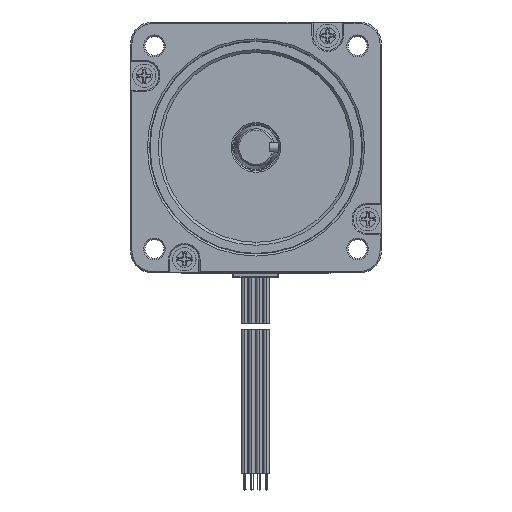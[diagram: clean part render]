
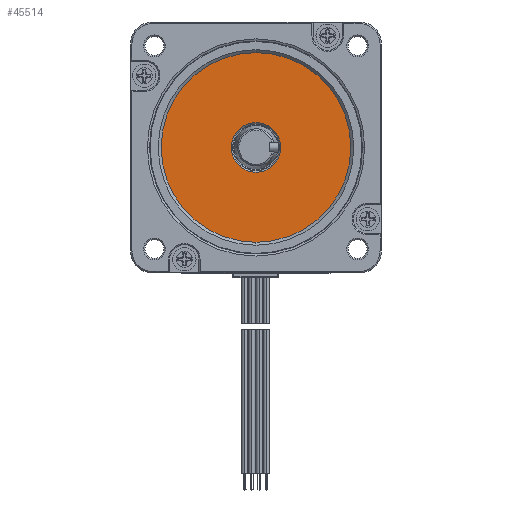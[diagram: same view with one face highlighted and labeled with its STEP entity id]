
A CAD part, top view. The second image highlights one B-rep face of the part: STEP entity #45514.
In plain terms, the highlighted face is planar.
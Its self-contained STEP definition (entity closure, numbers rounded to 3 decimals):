
#42884=CARTESIAN_POINT('',(0.,0.,-0.7));
#42885=DIRECTION('',(0.,0.,-1.));
#42886=DIRECTION('',(0.,-1.,0.));
#42887=AXIS2_PLACEMENT_3D('',#42884,#42885,#42886);
#42889=CARTESIAN_POINT('',(0.,0.,-0.7));
#42890=DIRECTION('',(0.,0.,-1.));
#42891=DIRECTION('',(0.,1.,0.));
#42892=AXIS2_PLACEMENT_3D('',#42889,#42890,#42891);
#42894=CARTESIAN_POINT('',(0.,0.,-0.7));
#42895=DIRECTION('',(0.,0.,-1.));
#42896=DIRECTION('',(0.,1.,0.));
#42897=AXIS2_PLACEMENT_3D('',#42894,#42895,#42896);
#42899=CARTESIAN_POINT('',(0.,0.,-0.7));
#42900=DIRECTION('',(0.,0.,-1.));
#42901=DIRECTION('',(0.,-1.,0.));
#42902=AXIS2_PLACEMENT_3D('',#42899,#42900,#42901);
#44674=CARTESIAN_POINT('',(0.,-8.5,-0.7));
#44675=CARTESIAN_POINT('',(0.,8.5,-0.7));
#44676=VERTEX_POINT('',#44674);
#44677=VERTEX_POINT('',#44675);
#44914=CARTESIAN_POINT('',(0.,32.5,-0.7));
#44915=CARTESIAN_POINT('',(0.,-32.5,-0.7));
#44916=VERTEX_POINT('',#44914);
#44917=VERTEX_POINT('',#44915);
#45498=CARTESIAN_POINT('',(0.,0.,-0.7));
#45499=DIRECTION('',(0.,0.,-1.));
#45500=DIRECTION('',(0.,1.,0.));
#45501=AXIS2_PLACEMENT_3D('',#45498,#45499,#45500);
#45502=PLANE('',#45501);
#45503=ORIENTED_EDGE('',*,*,#45488,.F.);
#45505=ORIENTED_EDGE('',*,*,#45504,.F.);
#45506=EDGE_LOOP('',(#45503,#45505));
#45507=FACE_OUTER_BOUND('',#45506,.F.);
#45509=ORIENTED_EDGE('',*,*,#45508,.T.);
#45511=ORIENTED_EDGE('',*,*,#45510,.T.);
#45512=EDGE_LOOP('',(#45509,#45511));
#45513=FACE_BOUND('',#45512,.F.);
#45514=ADVANCED_FACE('',(#45507,#45513),#45502,.T.);
#42888=CIRCLE('',#42887,8.5);
#42893=CIRCLE('',#42892,8.5);
#42898=CIRCLE('',#42897,32.5);
#42903=CIRCLE('',#42902,32.5);
#45488=EDGE_CURVE('',#44916,#44917,#42898,.T.);
#45504=EDGE_CURVE('',#44917,#44916,#42903,.T.);
#45508=EDGE_CURVE('',#44676,#44677,#42888,.T.);
#45510=EDGE_CURVE('',#44677,#44676,#42893,.T.);
